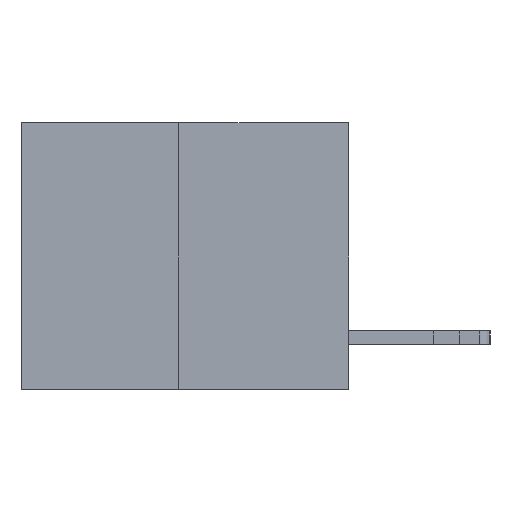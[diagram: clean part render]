
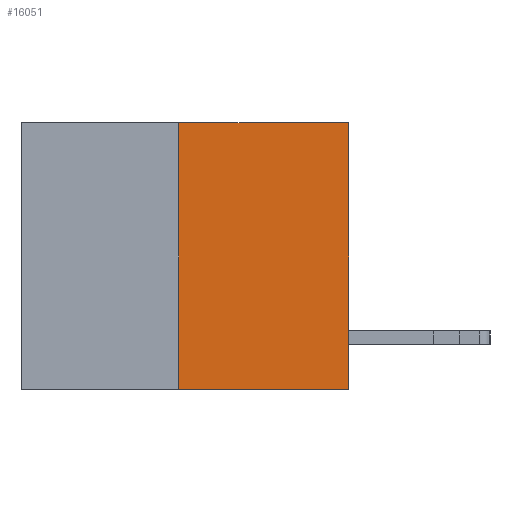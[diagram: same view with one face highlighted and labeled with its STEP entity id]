
A CAD part, left-side view. The second image highlights one B-rep face of the part: STEP entity #16051.
In plain terms, the highlighted planar face has unit normal (-1, 0, 0).
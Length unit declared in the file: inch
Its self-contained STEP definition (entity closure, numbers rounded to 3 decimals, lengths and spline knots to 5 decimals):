
#1359 = CARTESIAN_POINT ( 'NONE',  ( 0., 0., -0.49 ) ) ;
#1399 = CARTESIAN_POINT ( 'NONE',  ( 0., 0.6, -0.49 ) ) ;
#2639 = CARTESIAN_POINT ( 'NONE',  ( 0., 0.312, -0.49 ) ) ;
#2991 = CARTESIAN_POINT ( 'NONE',  ( 0., 0.312, -0.49 ) ) ;
#4990 = VECTOR ( 'NONE', #6317, 39.37008 ) ;
#5021 = VERTEX_POINT ( 'NONE', #9917 ) ;
#5139 = EDGE_CURVE ( 'NONE', #5021, #13920, #8047, .T. ) ;
#5336 = EDGE_CURVE ( 'NONE', #11442, #13920, #18218, .T. ) ;
#5345 = PLANE ( 'NONE',  #7226 ) ;
#5451 = EDGE_CURVE ( 'NONE', #7399, #5021, #22695, .T. ) ;
#5716 = CARTESIAN_POINT ( 'NONE',  ( 0., 0., 0. ) ) ;
#6317 = DIRECTION ( 'NONE',  ( 0., -1., 0. ) ) ;
#6651 = LINE ( 'NONE', #1399, #10823 ) ;
#7095 = ORIENTED_EDGE ( 'NONE', *, *, #5139, .F. ) ;
#7226 = AXIS2_PLACEMENT_3D ( 'NONE', #22731, #15048, #7465 ) ;
#7399 = VERTEX_POINT ( 'NONE', #2991 ) ;
#7465 = DIRECTION ( 'NONE',  ( 0., 0., -1. ) ) ;
#8047 = LINE ( 'NONE', #10685, #4990 ) ;
#9186 = VECTOR ( 'NONE', #11930, 39.37008 ) ;
#9917 = CARTESIAN_POINT ( 'NONE',  ( 0., 0.312, 0. ) ) ;
#10685 = CARTESIAN_POINT ( 'NONE',  ( 0., 0.6, 0. ) ) ;
#10823 = VECTOR ( 'NONE', #14866, 39.37008 ) ;
#11442 = VERTEX_POINT ( 'NONE', #1359 ) ;
#11607 = FACE_OUTER_BOUND ( 'NONE', #14763, .T. ) ;
#11930 = DIRECTION ( 'NONE',  ( 0., 0., 1. ) ) ;
#12214 = VECTOR ( 'NONE', #24862, 39.37008 ) ;
#12849 = CARTESIAN_POINT ( 'NONE',  ( 0., 0., 0. ) ) ;
#13920 = VERTEX_POINT ( 'NONE', #12849 ) ;
#14763 = EDGE_LOOP ( 'NONE', ( #18205, #23137, #23710, #7095 ) ) ;
#14866 = DIRECTION ( 'NONE',  ( 0., -1., 0. ) ) ;
#15048 = DIRECTION ( 'NONE',  ( 1., 0., 0. ) ) ;
#16051 = ADVANCED_FACE ( 'NONE', ( #11607 ), #5345, .F. ) ;
#18205 = ORIENTED_EDGE ( 'NONE', *, *, #5451, .F. ) ;
#18218 = LINE ( 'NONE', #5716, #12214 ) ;
#20027 = EDGE_CURVE ( 'NONE', #7399, #11442, #6651, .T. ) ;
#22695 = LINE ( 'NONE', #2639, #9186 ) ;
#22731 = CARTESIAN_POINT ( 'NONE',  ( 0., 0.6, 0. ) ) ;
#23137 = ORIENTED_EDGE ( 'NONE', *, *, #20027, .T. ) ;
#23710 = ORIENTED_EDGE ( 'NONE', *, *, #5336, .T. ) ;
#24862 = DIRECTION ( 'NONE',  ( 0., 0., 1. ) ) ;
